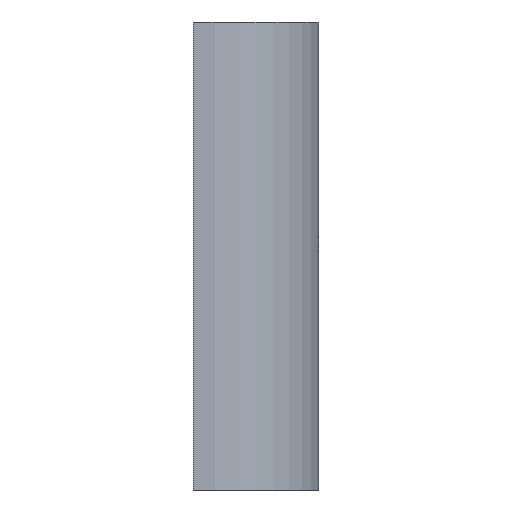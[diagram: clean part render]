
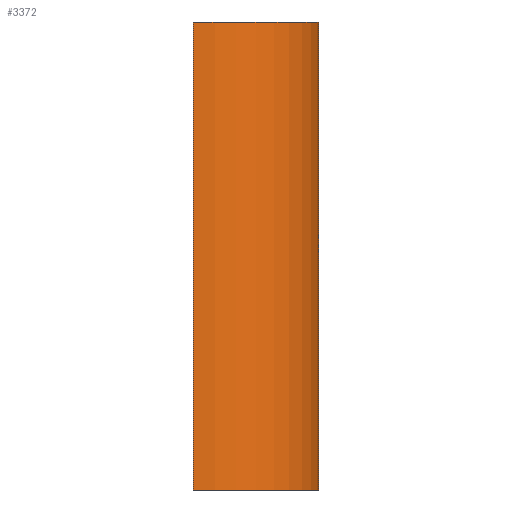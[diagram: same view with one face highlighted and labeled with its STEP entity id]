
A CAD part, left-side view. The second image highlights one B-rep face of the part: STEP entity #3372.
In plain terms, the highlighted cylindrical face has radius 15 mm (diameter 30 mm), a partial arc.
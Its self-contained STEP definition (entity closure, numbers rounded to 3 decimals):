
#93=CYLINDRICAL_SURFACE('',#3588,15.);
#115=CIRCLE('',#3589,15.);
#116=CIRCLE('',#3590,15.);
#171=FACE_OUTER_BOUND('',#358,.T.);
#358=EDGE_LOOP('',(#2272,#2273,#2274,#2275));
#589=LINE('',#4834,#1009);
#590=LINE('',#4837,#1010);
#1009=VECTOR('',#3908,10.);
#1010=VECTOR('',#3911,10.);
#1420=VERTEX_POINT('',#4830);
#1421=VERTEX_POINT('',#4831);
#1422=VERTEX_POINT('',#4833);
#1423=VERTEX_POINT('',#4835);
#1761=EDGE_CURVE('',#1420,#1421,#115,.T.);
#1762=EDGE_CURVE('',#1420,#1422,#589,.T.);
#1763=EDGE_CURVE('',#1422,#1423,#116,.T.);
#1764=EDGE_CURVE('',#1421,#1423,#590,.T.);
#2272=ORIENTED_EDGE('',*,*,#1761,.F.);
#2273=ORIENTED_EDGE('',*,*,#1762,.T.);
#2274=ORIENTED_EDGE('',*,*,#1763,.T.);
#2275=ORIENTED_EDGE('',*,*,#1764,.F.);
#3372=ADVANCED_FACE('',(#171),#93,.T.);
#3588=AXIS2_PLACEMENT_3D('',#4829,#3904,#3905);
#3589=AXIS2_PLACEMENT_3D('',#4832,#3906,#3907);
#3590=AXIS2_PLACEMENT_3D('',#4836,#3909,#3910);
#3904=DIRECTION('center_axis',(0.,0.,1.));
#3905=DIRECTION('ref_axis',(-1.,0.,0.));
#3906=DIRECTION('center_axis',(0.,0.,1.));
#3907=DIRECTION('ref_axis',(-1.,0.,0.));
#3908=DIRECTION('',(0.,0.,-1.));
#3909=DIRECTION('center_axis',(0.,0.,1.));
#3910=DIRECTION('ref_axis',(-1.,0.,0.));
#3911=DIRECTION('',(0.,0.,-1.));
#4829=CARTESIAN_POINT('Origin',(-155.,-155.,0.));
#4830=CARTESIAN_POINT('',(-170.,-155.,0.));
#4831=CARTESIAN_POINT('',(-155.,-170.,0.));
#4832=CARTESIAN_POINT('Origin',(-155.,-155.,0.));
#4833=CARTESIAN_POINT('',(-170.,-155.,-56.));
#4834=CARTESIAN_POINT('',(-170.,-155.,0.));
#4835=CARTESIAN_POINT('',(-155.,-170.,-56.));
#4836=CARTESIAN_POINT('Origin',(-155.,-155.,-56.));
#4837=CARTESIAN_POINT('',(-155.,-170.,0.));
